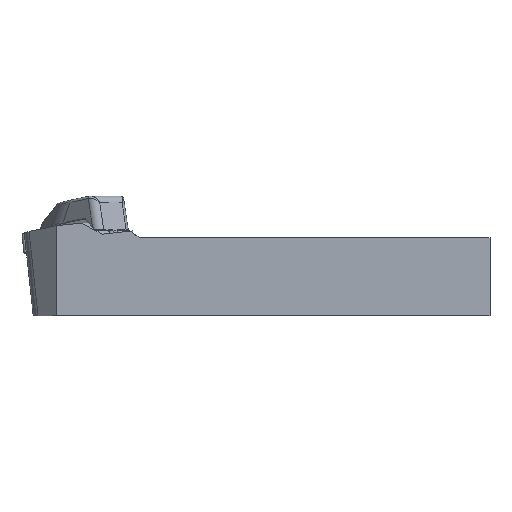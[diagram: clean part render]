
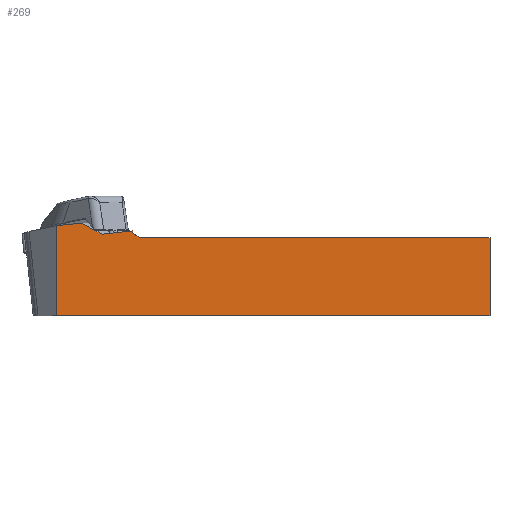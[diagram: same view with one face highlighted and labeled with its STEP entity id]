
A CAD part, front view. The second image highlights one B-rep face of the part: STEP entity #269.
In plain terms, the highlighted planar face has unit normal (0, -1, 0).
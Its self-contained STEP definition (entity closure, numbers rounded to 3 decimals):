
#269=ADVANCED_FACE('',(#451),#397,.F.);
#397=PLANE('',#2322);
#451=FACE_OUTER_BOUND('',#576,.T.);
#576=EDGE_LOOP('',(#1097,#1098,#1099,#1100,#1101,#1102,#1103,#1104,#1105));
#710=LINE('',#3234,#889);
#726=LINE('',#3310,#905);
#727=LINE('',#3312,#906);
#728=LINE('',#3314,#907);
#729=LINE('',#3316,#908);
#730=LINE('',#3318,#909);
#731=LINE('',#3320,#910);
#732=LINE('',#3322,#911);
#733=LINE('',#3324,#912);
#889=VECTOR('',#2567,1.);
#905=VECTOR('',#2599,1.);
#906=VECTOR('',#2602,1.);
#907=VECTOR('',#2603,1.);
#908=VECTOR('',#2604,1.);
#909=VECTOR('',#2605,1.);
#910=VECTOR('',#2606,1.);
#911=VECTOR('',#2607,1.);
#912=VECTOR('',#2608,1.);
#1097=ORIENTED_EDGE('',*,*,#1921,.F.);
#1098=ORIENTED_EDGE('',*,*,#1943,.F.);
#1099=ORIENTED_EDGE('',*,*,#1944,.T.);
#1100=ORIENTED_EDGE('',*,*,#1945,.F.);
#1101=ORIENTED_EDGE('',*,*,#1946,.F.);
#1102=ORIENTED_EDGE('',*,*,#1947,.F.);
#1103=ORIENTED_EDGE('',*,*,#1948,.T.);
#1104=ORIENTED_EDGE('',*,*,#1949,.F.);
#1105=ORIENTED_EDGE('',*,*,#1950,.F.);
#1719=VERTEX_POINT('',#3233);
#1720=VERTEX_POINT('',#3235);
#1740=VERTEX_POINT('',#3309);
#1741=VERTEX_POINT('',#3313);
#1742=VERTEX_POINT('',#3315);
#1743=VERTEX_POINT('',#3317);
#1744=VERTEX_POINT('',#3319);
#1745=VERTEX_POINT('',#3321);
#1746=VERTEX_POINT('',#3323);
#1921=EDGE_CURVE('',#1719,#1720,#710,.T.);
#1943=EDGE_CURVE('',#1740,#1719,#726,.T.);
#1944=EDGE_CURVE('',#1740,#1741,#727,.T.);
#1945=EDGE_CURVE('',#1742,#1741,#728,.T.);
#1946=EDGE_CURVE('',#1743,#1742,#729,.T.);
#1947=EDGE_CURVE('',#1744,#1743,#730,.T.);
#1948=EDGE_CURVE('',#1744,#1745,#731,.T.);
#1949=EDGE_CURVE('',#1746,#1745,#732,.T.);
#1950=EDGE_CURVE('',#1720,#1746,#733,.T.);
#2322=AXIS2_PLACEMENT_3D('',#3325,#2609,#2610);
#2567=DIRECTION('',(0.885,0.,-0.466));
#2599=DIRECTION('',(0.994,0.,0.105));
#2602=DIRECTION('',(-0.001,0.,-1.));
#2603=DIRECTION('',(-1.,0.,0.));
#2604=DIRECTION('',(0.,0.,-1.));
#2605=DIRECTION('',(1.,0.,0.));
#2606=DIRECTION('',(-0.819,0.,0.574));
#2607=DIRECTION('',(0.174,0.,-0.985));
#2608=DIRECTION('',(0.994,0.,0.105));
#2609=DIRECTION('',(0.,1.,0.));
#2610=DIRECTION('',(1.,0.,0.));
#3233=CARTESIAN_POINT('',(19.173,0.,4.739));
#3234=CARTESIAN_POINT('',(102.964,0.,-39.364));
#3235=CARTESIAN_POINT('',(25.892,0.,1.203));
#3309=CARTESIAN_POINT('',(11.151,0.,3.891));
#3310=CARTESIAN_POINT('',(153.285,0.,18.912));
#3312=CARTESIAN_POINT('',(11.128,0.,-37.191));
#3313=CARTESIAN_POINT('',(11.135,0.,-25.));
#3314=CARTESIAN_POINT('',(150.,0.,-25.));
#3315=CARTESIAN_POINT('',(150.,0.,-25.));
#3316=CARTESIAN_POINT('',(150.,0.,50.));
#3317=CARTESIAN_POINT('',(150.,0.,0.));
#3318=CARTESIAN_POINT('',(150.,0.,0.));
#3319=CARTESIAN_POINT('',(38.,0.,0.));
#3320=CARTESIAN_POINT('',(89.661,0.,-36.173));
#3321=CARTESIAN_POINT('',(35.718,0.,1.598));
#3322=CARTESIAN_POINT('',(30.887,0.,28.997));
#3323=CARTESIAN_POINT('',(35.607,0.,2.229));
#3324=CARTESIAN_POINT('',(153.729,0.,14.713));
#3325=CARTESIAN_POINT('',(150.,0.,50.));
